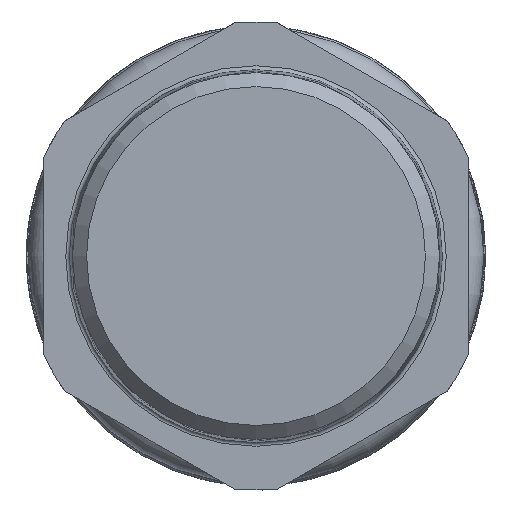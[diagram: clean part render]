
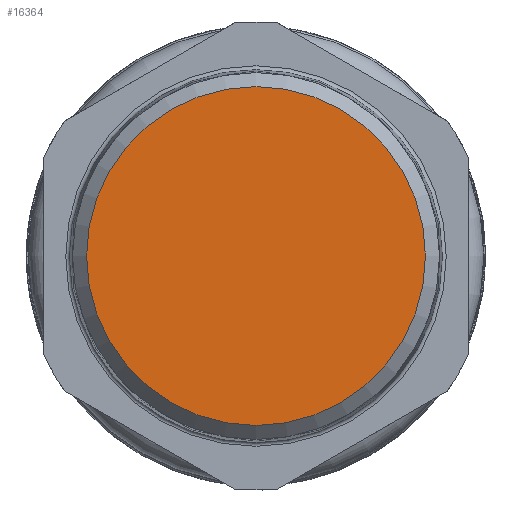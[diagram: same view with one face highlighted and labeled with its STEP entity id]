
A CAD part, left-side view. The second image highlights one B-rep face of the part: STEP entity #16364.
In plain terms, the highlighted planar face has unit normal (-1, 0, 0).
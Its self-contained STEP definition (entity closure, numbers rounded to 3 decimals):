
#1339=CIRCLE('',#17814,21.935);
#1340=CIRCLE('',#17815,21.935);
#3842=FACE_OUTER_BOUND('',#4741,.T.);
#4741=EDGE_LOOP('',(#14241,#14242));
#7112=VERTEX_POINT('',#34375);
#7113=VERTEX_POINT('',#34376);
#9500=EDGE_CURVE('',#7112,#7113,#1339,.T.);
#9501=EDGE_CURVE('',#7113,#7112,#1340,.T.);
#14241=ORIENTED_EDGE('',*,*,#9500,.T.);
#14242=ORIENTED_EDGE('',*,*,#9501,.T.);
#14687=PLANE('',#17813);
#16364=ADVANCED_FACE('',(#3842),#14687,.T.);
#17813=AXIS2_PLACEMENT_3D('',#34374,#21388,#21389);
#17814=AXIS2_PLACEMENT_3D('',#34377,#21390,#21391);
#17815=AXIS2_PLACEMENT_3D('',#34378,#21392,#21393);
#21388=DIRECTION('center_axis',(-1.,0.,0.));
#21389=DIRECTION('ref_axis',(0.,0.,
-1.));
#21390=DIRECTION('center_axis',(-1.,0.,0.));
#21391=DIRECTION('ref_axis',(0.,0.,
1.));
#21392=DIRECTION('center_axis',(-1.,0.,0.));
#21393=DIRECTION('ref_axis',(0.,0.,
1.));
#34374=CARTESIAN_POINT('Origin',(-65.755,0.,
16.25));
#34375=CARTESIAN_POINT('',(-65.755,0.,21.935));
#34376=CARTESIAN_POINT('',(-65.755,0.,-21.935));
#34377=CARTESIAN_POINT('Origin',(-65.755,0.,
0.));
#34378=CARTESIAN_POINT('Origin',(-65.755,0.,
0.));
